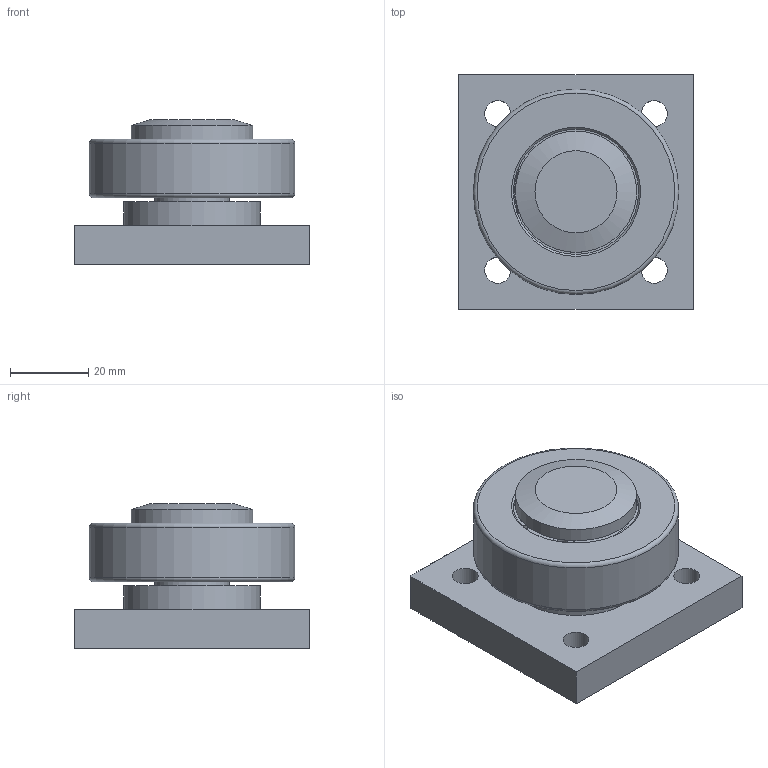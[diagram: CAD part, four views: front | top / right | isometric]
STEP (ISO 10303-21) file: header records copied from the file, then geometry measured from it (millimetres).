
FILE_DESCRIPTION(/* description */ ('-','CAx-IF Rec.Pracs.---Representation and Presentation of Product Manufacturing Information (PMI)---4.0---2014-10-13'),/* implementation_level */ '2;1');
FILE_NAME(/* name */ 'eea49445-c150-4f46-ae1f-5aae66e9f888.stp',/* time_stamp */ '2020-04-01T16:10:47+02:00',/* author */ ('-'),/* organization */ ('NTI CADcenter A/S'),/* preprocessor_version */ 'ST-DEVELOPER v18',/* originating_system */ 'Autodesk Inventor 2020',/* authorisation */ '-');
FILE_SCHEMA (('AP242_MANAGED_MODEL_BASED_3D_ENGINEERING_MIM_LF { 1 0 10303 442 1 1 4 }'));
Length unit declared in the file: millimetre
Products named in the file (1): PAS 050.0360 BQ1000_Kontur
Bounding box: 60 x 60 x 37 mm (x, y, z)
Volume: 69873.6 mm3; surface area: 20788.3 mm2
Topology: 1 solids, 1 shells, 74 faces, 204 edges, 144 vertices
Faces by surface type: plane 34, cylinder 31, cone 5, torus 4
Full cylindrical faces by diameter (mm): 1.7 x2, 2.5 x2, 6.647 x5, 8 x1, 14.3 x1, 15 x2, 19 x1, 28.8 x1, 31 x1, 32 x2, 33.7 x1, 35 x1, 52.5 x1
Entity records: 2533 total; most frequent: DIRECTION 478, CARTESIAN_POINT 423, ORIENTED_EDGE 408, EDGE_CURVE 204, AXIS2_PLACEMENT_3D 199, VERTEX_POINT 144, CIRCLE 124, EDGE_LOOP 100
